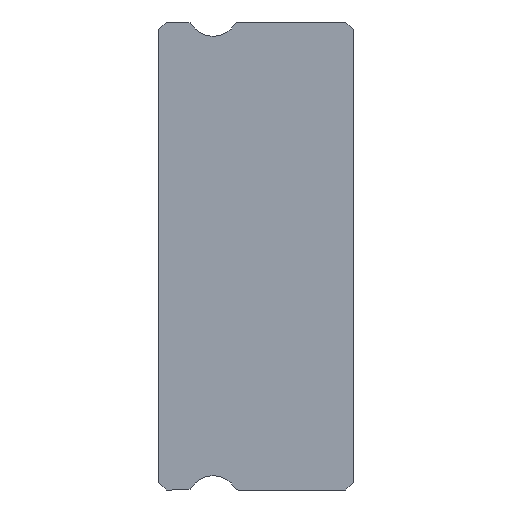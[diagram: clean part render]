
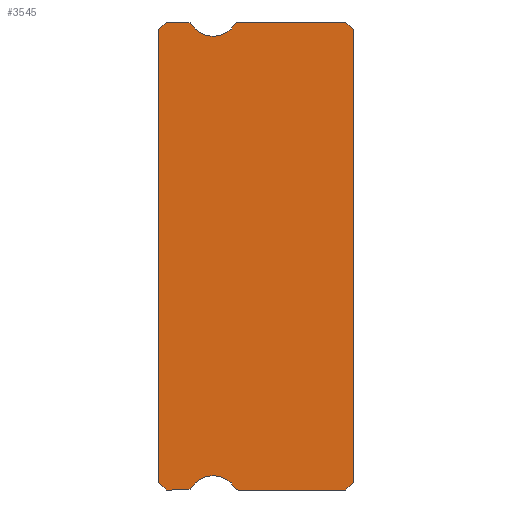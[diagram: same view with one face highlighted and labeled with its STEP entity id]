
A CAD part, left-side view. The second image highlights one B-rep face of the part: STEP entity #3545.
In plain terms, the highlighted planar face has unit normal (-1, 0, 0).
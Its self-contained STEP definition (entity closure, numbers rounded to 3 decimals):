
#1 = VERTEX_POINT ( 'NONE', #3515 ) ;
#27 = ORIENTED_EDGE ( 'NONE', *, *, #1882, .T. ) ;
#39 = DIRECTION ( 'NONE',  ( 0., 0., -1. ) ) ;
#40 = CARTESIAN_POINT ( 'NONE',  ( -10., 6.253, 8.928 ) ) ;
#48 = CARTESIAN_POINT ( 'NONE',  ( -10., 4.419, -9. ) ) ;
#50 = EDGE_CURVE ( 'NONE', #2326, #3884, #328, .T. ) ;
#70 = DIRECTION ( 'NONE',  ( 0., 0., 1. ) ) ;
#87 = AXIS2_PLACEMENT_3D ( 'NONE', #1803, #2197, #3982 ) ;
#112 = CARTESIAN_POINT ( 'NONE',  ( -10., 5.4, 9.45 ) ) ;
#138 = ORIENTED_EDGE ( 'NONE', *, *, #544, .F. ) ;
#164 = DIRECTION ( 'NONE',  ( 0., 0., -1. ) ) ;
#167 = PLANE ( 'NONE',  #1449 ) ;
#177 = LINE ( 'NONE', #1709, #1381 ) ;
#178 = ORIENTED_EDGE ( 'NONE', *, *, #399, .F. ) ;
#286 = EDGE_CURVE ( 'NONE', #3470, #1, #2392, .T. ) ;
#319 = VECTOR ( 'NONE', #2715, 1000. ) ;
#328 = LINE ( 'NONE', #3771, #2390 ) ;
#331 = VERTEX_POINT ( 'NONE', #1037 ) ;
#391 = AXIS2_PLACEMENT_3D ( 'NONE', #2470, #3361, #2794 ) ;
#399 = EDGE_CURVE ( 'NONE', #1886, #3470, #1645, .T. ) ;
#418 = CARTESIAN_POINT ( 'NONE',  ( -10., 6.381, 9. ) ) ;
#484 = CIRCLE ( 'NONE', #2789, 0.15 ) ;
#502 = CARTESIAN_POINT ( 'NONE',  ( -10., 6.381, -9. ) ) ;
#503 = CARTESIAN_POINT ( 'NONE',  ( -10., 6.381, 8.85 ) ) ;
#544 = EDGE_CURVE ( 'NONE', #796, #3482, #2177, .T. ) ;
#579 = AXIS2_PLACEMENT_3D ( 'NONE', #1334, #2597, #3827 ) ;
#628 = DIRECTION ( 'NONE',  ( 0., -1., 0. ) ) ;
#775 = LINE ( 'NONE', #2071, #1458 ) ;
#796 = VERTEX_POINT ( 'NONE', #418 ) ;
#816 = VERTEX_POINT ( 'NONE', #1397 ) ;
#882 = ORIENTED_EDGE ( 'NONE', *, *, #4069, .F. ) ;
#958 = ORIENTED_EDGE ( 'NONE', *, *, #50, .T. ) ;
#1005 = AXIS2_PLACEMENT_3D ( 'NONE', #112, #1367, #2630 ) ;
#1006 = CARTESIAN_POINT ( 'NONE',  ( -10., 7.5, -8.7 ) ) ;
#1037 = CARTESIAN_POINT ( 'NONE',  ( -10., 7.2, 9. ) ) ;
#1106 = DIRECTION ( 'NONE',  ( 1., 0., 0. ) ) ;
#1131 = DIRECTION ( 'NONE',  ( 0., 1., 0. ) ) ;
#1156 = CIRCLE ( 'NONE', #1286, 0.15 ) ;
#1224 = CARTESIAN_POINT ( 'NONE',  ( -10., 4.419, 8.85 ) ) ;
#1246 = LINE ( 'NONE', #1856, #2139 ) ;
#1286 = AXIS2_PLACEMENT_3D ( 'NONE', #3851, #2905, #39 ) ;
#1334 = CARTESIAN_POINT ( 'NONE',  ( -10., 5.4, -9.45 ) ) ;
#1344 = CARTESIAN_POINT ( 'NONE',  ( -10., 0.3, -9. ) ) ;
#1367 = DIRECTION ( 'NONE',  ( -1., 0., 0. ) ) ;
#1381 = VECTOR ( 'NONE', #3039, 1000. ) ;
#1395 = CARTESIAN_POINT ( 'NONE',  ( -10., 6.381, 9. ) ) ;
#1397 = CARTESIAN_POINT ( 'NONE',  ( -10., 6.381, -9. ) ) ;
#1449 = AXIS2_PLACEMENT_3D ( 'NONE', #503, #1773, #1470 ) ;
#1458 = VECTOR ( 'NONE', #1131, 1000. ) ;
#1470 = DIRECTION ( 'NONE',  ( 0., 0., -1. ) ) ;
#1481 = ORIENTED_EDGE ( 'NONE', *, *, #2384, .T. ) ;
#1486 = VERTEX_POINT ( 'NONE', #3875 ) ;
#1489 = VERTEX_POINT ( 'NONE', #2403 ) ;
#1493 = VERTEX_POINT ( 'NONE', #2661 ) ;
#1501 = EDGE_CURVE ( 'NONE', #796, #331, #775, .T. ) ;
#1519 = DIRECTION ( 'NONE',  ( 0., 0., -1. ) ) ;
#1602 = CARTESIAN_POINT ( 'NONE',  ( -10., 0., 8.7 ) ) ;
#1617 = VERTEX_POINT ( 'NONE', #3798 ) ;
#1645 = CIRCLE ( 'NONE', #3354, 0.15 ) ;
#1709 = CARTESIAN_POINT ( 'NONE',  ( -10., 7.5, 8.7 ) ) ;
#1731 = CARTESIAN_POINT ( 'NONE',  ( -10., 0.3, 9. ) ) ;
#1737 = DIRECTION ( 'NONE',  ( 0., 1., 0. ) ) ;
#1765 = ORIENTED_EDGE ( 'NONE', *, *, #2644, .F. ) ;
#1773 = DIRECTION ( 'NONE',  ( 1., 0., 0. ) ) ;
#1803 = CARTESIAN_POINT ( 'NONE',  ( -10., 5.4, 9.45 ) ) ;
#1856 = CARTESIAN_POINT ( 'NONE',  ( -10., 0., -8.7 ) ) ;
#1867 = VECTOR ( 'NONE', #628, 1000. ) ;
#1881 = ORIENTED_EDGE ( 'NONE', *, *, #3654, .T. ) ;
#1882 = EDGE_CURVE ( 'NONE', #1486, #2612, #3213, .T. ) ;
#1886 = VERTEX_POINT ( 'NONE', #48 ) ;
#2071 = CARTESIAN_POINT ( 'NONE',  ( -10., 7.2, 9. ) ) ;
#2093 = FACE_OUTER_BOUND ( 'NONE', #2287, .T. ) ;
#2124 = ORIENTED_EDGE ( 'NONE', *, *, #3998, .F. ) ;
#2127 = EDGE_CURVE ( 'NONE', #3673, #2566, #2849, .T. ) ;
#2133 = EDGE_CURVE ( 'NONE', #1617, #1493, #2955, .T. ) ;
#2139 = VECTOR ( 'NONE', #2534, 1000. ) ;
#2165 = DIRECTION ( 'NONE',  ( 1., 0., 0. ) ) ;
#2177 = CIRCLE ( 'NONE', #391, 0.15 ) ;
#2197 = DIRECTION ( 'NONE',  ( -1., 0., 0. ) ) ;
#2216 = EDGE_CURVE ( 'NONE', #3482, #3673, #2786, .T. ) ;
#2275 = VECTOR ( 'NONE', #2653, 1000. ) ;
#2287 = EDGE_LOOP ( 'NONE', ( #2562, #958, #1481, #2124, #3510, #178, #882, #3961, #27, #3067, #3833, #1765, #3610, #2427, #138, #2479, #1881 ) ) ;
#2326 = VERTEX_POINT ( 'NONE', #1006 ) ;
#2342 = VECTOR ( 'NONE', #70, 1000. ) ;
#2384 = EDGE_CURVE ( 'NONE', #3884, #816, #2865, .T. ) ;
#2390 = VECTOR ( 'NONE', #3751, 1000. ) ;
#2392 = CIRCLE ( 'NONE', #579, 1. ) ;
#2403 = CARTESIAN_POINT ( 'NONE',  ( -10., 7.5, 8.7 ) ) ;
#2417 = VERTEX_POINT ( 'NONE', #1344 ) ;
#2427 = ORIENTED_EDGE ( 'NONE', *, *, #2216, .F. ) ;
#2470 = CARTESIAN_POINT ( 'NONE',  ( -10., 6.381, 8.85 ) ) ;
#2479 = ORIENTED_EDGE ( 'NONE', *, *, #1501, .T. ) ;
#2534 = DIRECTION ( 'NONE',  ( 0., 0.707, -0.707 ) ) ;
#2562 = ORIENTED_EDGE ( 'NONE', *, *, #2970, .F. ) ;
#2566 = VERTEX_POINT ( 'NONE', #3946 ) ;
#2568 = VECTOR ( 'NONE', #2734, 1000. ) ;
#2597 = DIRECTION ( 'NONE',  ( -1., 0., 0. ) ) ;
#2602 = CARTESIAN_POINT ( 'NONE',  ( -10., 4.547, -8.928 ) ) ;
#2604 = EDGE_CURVE ( 'NONE', #1486, #2417, #1246, .T. ) ;
#2612 = VERTEX_POINT ( 'NONE', #1602 ) ;
#2630 = DIRECTION ( 'NONE',  ( 0., 0., -1. ) ) ;
#2644 = EDGE_CURVE ( 'NONE', #2566, #1617, #484, .T. ) ;
#2653 = DIRECTION ( 'NONE',  ( 0., -1., 0. ) ) ;
#2661 = CARTESIAN_POINT ( 'NONE',  ( -10., 0.3, 9. ) ) ;
#2715 = DIRECTION ( 'NONE',  ( 0., -0.707, -0.707 ) ) ;
#2734 = DIRECTION ( 'NONE',  ( 0., 0., 1. ) ) ;
#2786 = CIRCLE ( 'NONE', #87, 1. ) ;
#2789 = AXIS2_PLACEMENT_3D ( 'NONE', #1224, #2165, #1519 ) ;
#2794 = DIRECTION ( 'NONE',  ( 0., 0., -1. ) ) ;
#2849 = CIRCLE ( 'NONE', #1005, 1. ) ;
#2865 = LINE ( 'NONE', #3837, #1867 ) ;
#2905 = DIRECTION ( 'NONE',  ( 1., 0., 0. ) ) ;
#2955 = LINE ( 'NONE', #1395, #2275 ) ;
#2970 = EDGE_CURVE ( 'NONE', #2326, #1489, #3615, .T. ) ;
#2980 = CARTESIAN_POINT ( 'NONE',  ( -10., 5.4, 8.45 ) ) ;
#3003 = CARTESIAN_POINT ( 'NONE',  ( -10., 4.419, -8.85 ) ) ;
#3021 = CARTESIAN_POINT ( 'NONE',  ( -10., 7.5, 8.85 ) ) ;
#3039 = DIRECTION ( 'NONE',  ( 0., 0.707, -0.707 ) ) ;
#3067 = ORIENTED_EDGE ( 'NONE', *, *, #3657, .F. ) ;
#3193 = CARTESIAN_POINT ( 'NONE',  ( -10., 0., 8.7 ) ) ;
#3213 = LINE ( 'NONE', #3193, #2342 ) ;
#3325 = VECTOR ( 'NONE', #1737, 1000. ) ;
#3354 = AXIS2_PLACEMENT_3D ( 'NONE', #3003, #1106, #164 ) ;
#3361 = DIRECTION ( 'NONE',  ( 1., 0., 0. ) ) ;
#3401 = CARTESIAN_POINT ( 'NONE',  ( -10., 7.2, -9. ) ) ;
#3470 = VERTEX_POINT ( 'NONE', #2602 ) ;
#3482 = VERTEX_POINT ( 'NONE', #40 ) ;
#3510 = ORIENTED_EDGE ( 'NONE', *, *, #286, .F. ) ;
#3515 = CARTESIAN_POINT ( 'NONE',  ( -10., 6.253, -8.928 ) ) ;
#3545 = ADVANCED_FACE ( 'NONE', ( #2093 ), #167, .F. ) ;
#3610 = ORIENTED_EDGE ( 'NONE', *, *, #2127, .F. ) ;
#3613 = LINE ( 'NONE', #1731, #319 ) ;
#3615 = LINE ( 'NONE', #3021, #2568 ) ;
#3654 = EDGE_CURVE ( 'NONE', #331, #1489, #177, .T. ) ;
#3657 = EDGE_CURVE ( 'NONE', #1493, #2612, #3613, .T. ) ;
#3673 = VERTEX_POINT ( 'NONE', #2980 ) ;
#3751 = DIRECTION ( 'NONE',  ( 0., -0.707, -0.707 ) ) ;
#3771 = CARTESIAN_POINT ( 'NONE',  ( -10., 7.2, -9. ) ) ;
#3798 = CARTESIAN_POINT ( 'NONE',  ( -10., 4.419, 9. ) ) ;
#3827 = DIRECTION ( 'NONE',  ( 0., 0., -1. ) ) ;
#3833 = ORIENTED_EDGE ( 'NONE', *, *, #2133, .F. ) ;
#3837 = CARTESIAN_POINT ( 'NONE',  ( -10., 6.381, -9. ) ) ;
#3851 = CARTESIAN_POINT ( 'NONE',  ( -10., 6.381, -8.85 ) ) ;
#3875 = CARTESIAN_POINT ( 'NONE',  ( -10., 0., -8.7 ) ) ;
#3884 = VERTEX_POINT ( 'NONE', #3401 ) ;
#3897 = LINE ( 'NONE', #502, #3325 ) ;
#3946 = CARTESIAN_POINT ( 'NONE',  ( -10., 4.547, 8.928 ) ) ;
#3961 = ORIENTED_EDGE ( 'NONE', *, *, #2604, .F. ) ;
#3982 = DIRECTION ( 'NONE',  ( 0., 0., -1. ) ) ;
#3998 = EDGE_CURVE ( 'NONE', #1, #816, #1156, .T. ) ;
#4069 = EDGE_CURVE ( 'NONE', #2417, #1886, #3897, .T. ) ;
